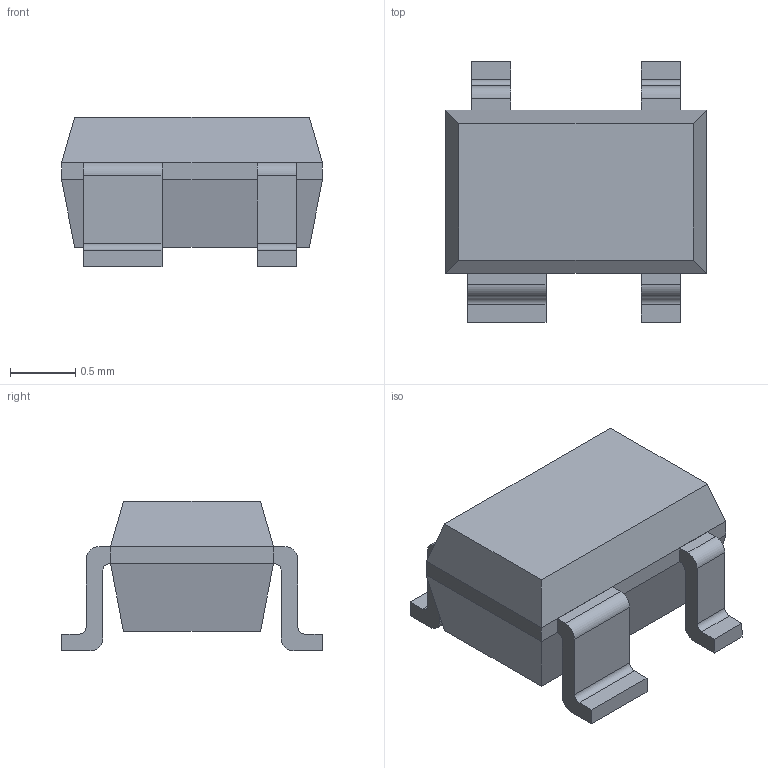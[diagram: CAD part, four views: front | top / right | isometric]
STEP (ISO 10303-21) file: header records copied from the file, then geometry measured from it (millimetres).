
FILE_DESCRIPTION(('FreeCAD Model'),'2;1');
FILE_NAME('sot343.stp', '2015-11-30T19:29:31',('Author'),(''), 'Open CASCADE STEP processor 6.7','FreeCAD','Unknown');
FILE_SCHEMA(('AUTOMOTIVE_DESIGN_CC2 { 1 2 10303 214 -1 1 5 4 }'));
Length unit declared in the file: millimetre
Products named in the file (5): ASSEMBLY; Chamfer; Array; Fillet003; Fillet001
Assembly tree (4 placements, depth 2):
  ASSEMBLY
    Chamfer
    Array
    Fillet003
    Fillet001
Bounding box: 2 x 2 x 1.15 mm (x, y, z)
Volume: 2.4 mm3; surface area: 14.5 mm2
Topology: 5 solids, 5 shells, 70 faces, 172 edges, 112 vertices
Faces by surface type: plane 54, cylinder 16
Entity records: 4453 total; most frequent: CARTESIAN_POINT 799, DIRECTION 682, LINE 452, VECTOR 452, ORIENTED_EDGE 344, PCURVE 344, DEFINITIONAL_REPRESENTATION 344, EDGE_CURVE 172
